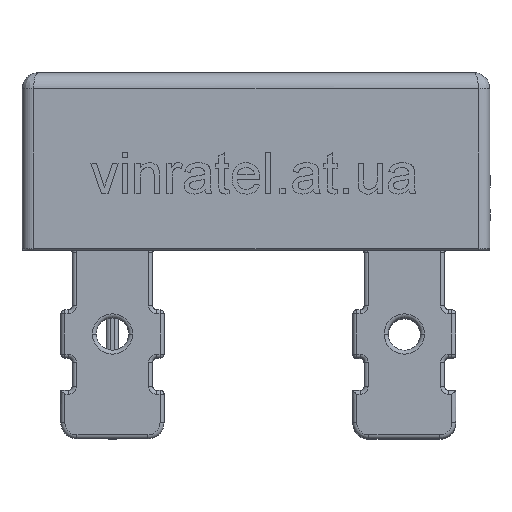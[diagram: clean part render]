
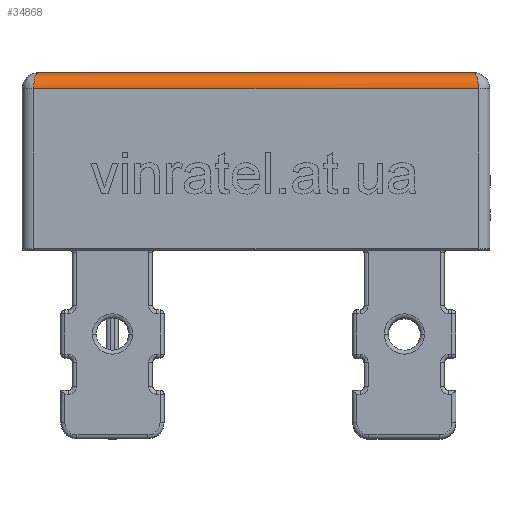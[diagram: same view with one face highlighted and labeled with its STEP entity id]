
A CAD part, top view. The second image highlights one B-rep face of the part: STEP entity #34868.
In plain terms, the highlighted cylindrical face has radius 1 mm (diameter 2 mm), a partial arc.
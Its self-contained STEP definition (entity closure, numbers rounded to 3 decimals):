
#329 = DIRECTION ( 'NONE',  ( 1., 0., 0. ) ) ;
#465 = CARTESIAN_POINT ( 'NONE',  ( -13.7, 10., 13.5 ) ) ;
#1594 = CARTESIAN_POINT ( 'NONE',  ( -13.786, 10., 14.5 ) ) ;
#1937 = CARTESIAN_POINT ( 'NONE',  ( 13.5, 11., 13.5 ) ) ;
#4171 = CYLINDRICAL_SURFACE ( 'NONE', #25651, 1. ) ;
#4508 = EDGE_LOOP ( 'NONE', ( #36112, #25681, #20836, #7070 ) ) ;
#6464 = VERTEX_POINT ( 'NONE', #1937 ) ;
#7070 = ORIENTED_EDGE ( 'NONE', *, *, #41244, .F. ) ;
#11047 = LINE ( 'NONE', #19511, #36085 ) ;
#12367 = VERTEX_POINT ( 'NONE', #41581 ) ;
#13129 = CARTESIAN_POINT ( 'NONE',  ( 13.786, 10., 14.5 ) ) ;
#15937 = LINE ( 'NONE', #32976, #34061 ) ;
#16414 = CARTESIAN_POINT ( 'NONE',  ( 13.5, 11., 13.5 ) ) ;
#17531 = FACE_OUTER_BOUND ( 'NONE', #4508, .T. ) ;
#19511 = CARTESIAN_POINT ( 'NONE',  ( -13.7, 11., 13.5 ) ) ;
#20728 = CARTESIAN_POINT ( 'NONE',  ( -13.5, 11., 13.5 ) ) ;
#20836 = ORIENTED_EDGE ( 'NONE', *, *, #25396, .F. ) ;
#22889 = DIRECTION ( 'NONE',  ( 1., 0., 0. ) ) ;
#23861 = CARTESIAN_POINT ( 'NONE',  ( -13.786, 10.586, 14.5 ) ) ;
#24271 = DIRECTION ( 'NONE',  ( 0., 0., -1. ) ) ;
#25396 = EDGE_CURVE ( 'NONE', #6464, #41955, #28274, .T. ) ;
#25651 = AXIS2_PLACEMENT_3D ( 'NONE', #465, #329, #24271 ) ;
#25681 = ORIENTED_EDGE ( 'NONE', *, *, #28644, .F. ) ;
#27301 = CARTESIAN_POINT ( 'NONE',  ( 13.786, 10., 14.5 ) ) ;
#28274 =( BOUNDED_CURVE ( )  B_SPLINE_CURVE ( 3, ( #16414, #40258, #33544, #13129 ),
 .UNSPECIFIED., .F., .F. ) 
 B_SPLINE_CURVE_WITH_KNOTS ( ( 4, 4 ),
 ( 1.571, 3.142 ),
 .UNSPECIFIED. ) 
 CURVE ( )  GEOMETRIC_REPRESENTATION_ITEM ( )  RATIONAL_B_SPLINE_CURVE ( ( 1., 0.805, 0.805, 1. ) ) 
 REPRESENTATION_ITEM ( '' )  );
#28545 = VERTEX_POINT ( 'NONE', #1594 ) ;
#28644 = EDGE_CURVE ( 'NONE', #41955, #28545, #15937, .T. ) ;
#32976 = CARTESIAN_POINT ( 'NONE',  ( 13.786, 10., 14.5 ) ) ;
#33544 = CARTESIAN_POINT ( 'NONE',  ( 13.786, 10.586, 14.5 ) ) ;
#34061 = VECTOR ( 'NONE', #42721, 1000. ) ;
#34868 = ADVANCED_FACE ( 'NONE', ( #17531 ), #4171, .T. ) ;
#36085 = VECTOR ( 'NONE', #22889, 1000. ) ;
#36112 = ORIENTED_EDGE ( 'NONE', *, *, #41940, .F. ) ;
#37735 = CARTESIAN_POINT ( 'NONE',  ( -13.786, 10., 14.5 ) ) ;
#40258 = CARTESIAN_POINT ( 'NONE',  ( 13.667, 11., 14.086 ) ) ;
#41168 = CARTESIAN_POINT ( 'NONE',  ( -13.667, 11., 14.086 ) ) ;
#41244 = EDGE_CURVE ( 'NONE', #12367, #6464, #11047, .T. ) ;
#41581 = CARTESIAN_POINT ( 'NONE',  ( -13.5, 11., 13.5 ) ) ;
#41940 = EDGE_CURVE ( 'NONE', #28545, #12367, #42198, .T. ) ;
#41955 = VERTEX_POINT ( 'NONE', #27301 ) ;
#42198 =( BOUNDED_CURVE ( )  B_SPLINE_CURVE ( 3, ( #37735, #23861, #41168, #20728 ),
 .UNSPECIFIED., .F., .F. ) 
 B_SPLINE_CURVE_WITH_KNOTS ( ( 4, 4 ),
 ( 3.142, 4.712 ),
 .UNSPECIFIED. ) 
 CURVE ( )  GEOMETRIC_REPRESENTATION_ITEM ( )  RATIONAL_B_SPLINE_CURVE ( ( 1., 0.805, 0.805, 1. ) ) 
 REPRESENTATION_ITEM ( '' )  );
#42721 = DIRECTION ( 'NONE',  ( -1., 0., 0. ) ) ;
